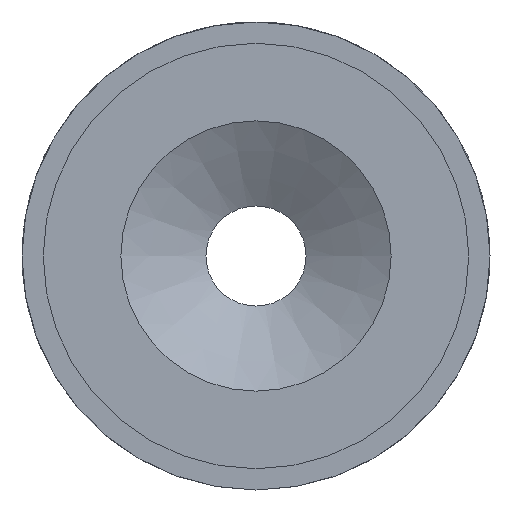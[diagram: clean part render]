
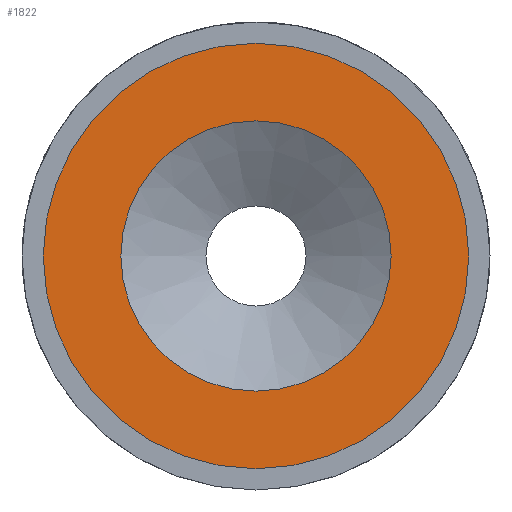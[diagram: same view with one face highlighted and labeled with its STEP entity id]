
A CAD part, front view. The second image highlights one B-rep face of the part: STEP entity #1822.
In plain terms, the highlighted face is planar.
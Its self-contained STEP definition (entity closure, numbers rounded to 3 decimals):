
#223=FACE_BOUND('',#544,.T.);
#271=PLANE('',#2175);
#384=FACE_OUTER_BOUND('',#543,.T.);
#543=EDGE_LOOP('',(#1618));
#544=EDGE_LOOP('',(#1619));
#796=CIRCLE('',#2171,158.8);
#799=CIRCLE('',#2176,250.);
#950=VERTEX_POINT('',#3994);
#953=VERTEX_POINT('',#4004);
#1173=EDGE_CURVE('',#950,#950,#796,.T.);
#1178=EDGE_CURVE('',#953,#953,#799,.T.);
#1618=ORIENTED_EDGE('',*,*,#1178,.F.);
#1619=ORIENTED_EDGE('',*,*,#1173,.T.);
#1822=ADVANCED_FACE('',(#384,#223),#271,.F.);
#2171=AXIS2_PLACEMENT_3D('',#3995,#2667,#2668);
#2175=AXIS2_PLACEMENT_3D('',#4003,#2677,#2678);
#2176=AXIS2_PLACEMENT_3D('',#4005,#2679,#2680);
#2667=DIRECTION('center_axis',(0.,-1.,0.));
#2668=DIRECTION('ref_axis',(1.,0.,0.));
#2677=DIRECTION('center_axis',(0.,-1.,0.));
#2678=DIRECTION('ref_axis',(0.,0.,-1.));
#2679=DIRECTION('center_axis',(0.,-1.,0.));
#2680=DIRECTION('ref_axis',(1.,0.,0.));
#3994=CARTESIAN_POINT('',(-158.8,175.,0.));
#3995=CARTESIAN_POINT('Origin',(0.,175.,0.));
#4003=CARTESIAN_POINT('Origin',(0.,175.,0.));
#4004=CARTESIAN_POINT('',(0.,175.,250.));
#4005=CARTESIAN_POINT('Origin',(0.,175.,0.));
